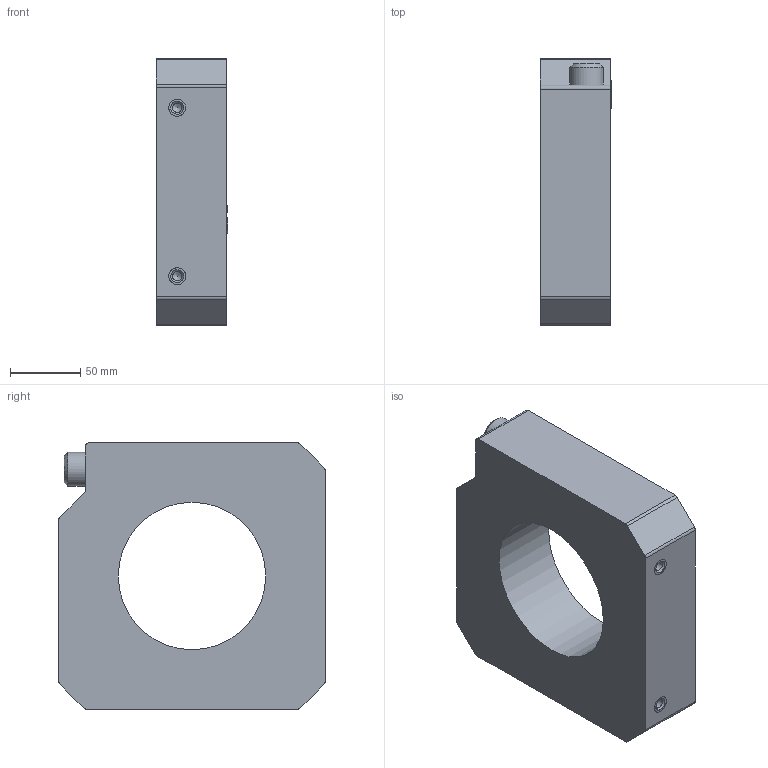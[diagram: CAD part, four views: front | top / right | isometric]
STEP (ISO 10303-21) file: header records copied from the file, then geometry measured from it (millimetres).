
FILE_DESCRIPTION(('STEP AP242'), '1');
FILE_NAME('ﾝﾊ.1.765.006 ﾒﾘ-ﾝﾊ ﾌ6 50', '', ('UNSPECIFIED'), ('UNSPECIFIED'), 'ASCON STEP Converter 1.6', 'ASCON Math Kernel', '');
FILE_SCHEMA(('AP242_MANAGED_MODEL_BASED_3D_ENGINEERING_MIM_LF { 1 0 10303 442 1 1 4 }'));
Length unit declared in the file: millimetre
Assembly tree (4 placements, depth 2):
  (unnamed)
    (unnamed)
    (unnamed)
    (unnamed)  x2
Bounding box: 51 x 190 x 190 mm (x, y, z)
Volume: 1303608.2 mm3; surface area: 113425.1 mm2
Topology: 4 solids, 4 shells, 164 faces, 381 edges, 234 vertices
Faces by surface type: plane 97, cylinder 41, extrusion 20, cone 6
Full cylindrical faces by diameter (mm): 5.2 x6, 6.647 x2, 12 x6, 18 x1, 22 x1, 24 x1, 30 x3, 105 x1
Entity records: 4595 total; most frequent: CARTESIAN_POINT 708, ORIENTED_EDGE 528, DIRECTION 520, EDGE_CURVE 264, VERTEX_POINT 180, AXIS2_PLACEMENT_3D 176, VECTOR 168, EDGE_LOOP 166
